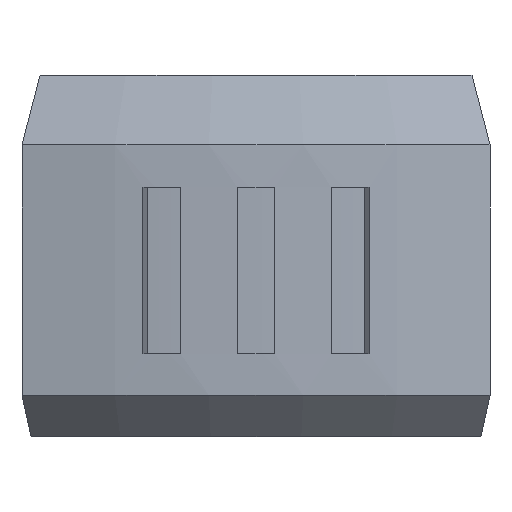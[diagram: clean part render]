
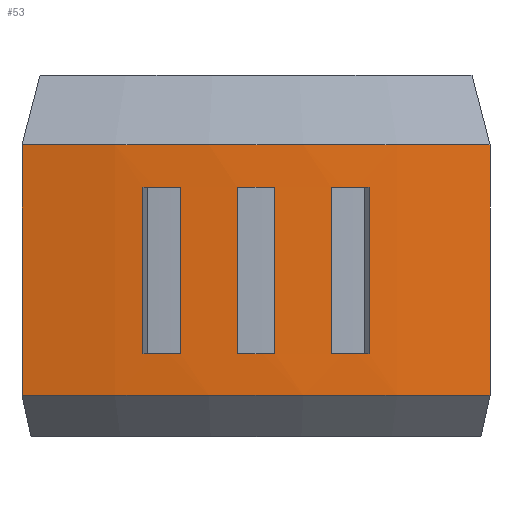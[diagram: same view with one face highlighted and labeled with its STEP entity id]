
A CAD part, front view. The second image highlights one B-rep face of the part: STEP entity #53.
In plain terms, the highlighted cylindrical face has radius 26 mm (diameter 52 mm), a partial arc.
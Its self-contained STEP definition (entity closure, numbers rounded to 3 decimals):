
#53=ADVANCED_FACE('',(#88,#90,#92,#94),#96,.T.);
#88=FACE_BOUND('',#89,.T.);
#89=EDGE_LOOP('',(#341,#342,#343,#344));
#90=FACE_BOUND('',#91,.T.);
#91=EDGE_LOOP('',(#345,#346,#347,#348));
#92=FACE_BOUND('',#93,.T.);
#93=EDGE_LOOP('',(#349,#350,#351,#352));
#94=FACE_BOUND('',#95,.T.);
#95=EDGE_LOOP('',(#353,#354,#355,#356));
#96=CYLINDRICAL_SURFACE('',#97,26.);
#97=AXIS2_PLACEMENT_3D('',#98,#99,#100);
#98=CARTESIAN_POINT('',(0.,0.,0.));
#99=DIRECTION('',(0.,0.,1.));
#100=DIRECTION('',(-0.216,-0.976,0.));
#341=ORIENTED_EDGE('',*,*,#515,.T.);
#342=ORIENTED_EDGE('',*,*,#516,.T.);
#343=ORIENTED_EDGE('',*,*,#517,.F.);
#344=ORIENTED_EDGE('',*,*,#518,.F.);
#345=ORIENTED_EDGE('',*,*,#519,.T.);
#346=ORIENTED_EDGE('',*,*,#520,.T.);
#347=ORIENTED_EDGE('',*,*,#521,.T.);
#348=ORIENTED_EDGE('',*,*,#522,.T.);
#349=ORIENTED_EDGE('',*,*,#523,.T.);
#350=ORIENTED_EDGE('',*,*,#524,.T.);
#351=ORIENTED_EDGE('',*,*,#525,.T.);
#352=ORIENTED_EDGE('',*,*,#526,.T.);
#353=ORIENTED_EDGE('',*,*,#527,.T.);
#354=ORIENTED_EDGE('',*,*,#528,.T.);
#355=ORIENTED_EDGE('',*,*,#529,.T.);
#356=ORIENTED_EDGE('',*,*,#530,.T.);
#515=EDGE_CURVE('',#602,#603,#604,.T.);
#516=EDGE_CURVE('',#603,#605,#606,.T.);
#517=EDGE_CURVE('',#607,#605,#608,.T.);
#518=EDGE_CURVE('',#602,#607,#609,.T.);
#519=EDGE_CURVE('',#610,#611,#612,.F.);
#520=EDGE_CURVE('',#611,#613,#614,.F.);
#521=EDGE_CURVE('',#613,#615,#616,.T.);
#522=EDGE_CURVE('',#615,#610,#617,.T.);
#523=EDGE_CURVE('',#618,#619,#620,.F.);
#524=EDGE_CURVE('',#619,#621,#622,.F.);
#525=EDGE_CURVE('',#621,#623,#624,.T.);
#526=EDGE_CURVE('',#623,#618,#625,.T.);
#527=EDGE_CURVE('',#626,#627,#628,.F.);
#528=EDGE_CURVE('',#627,#629,#630,.F.);
#529=EDGE_CURVE('',#629,#631,#632,.T.);
#530=EDGE_CURVE('',#631,#626,#633,.T.);
#602=VERTEX_POINT('',#747);
#603=VERTEX_POINT('',#748);
#604=CIRCLE('',#749,26.);
#605=VERTEX_POINT('',#753);
#606=LINE('',#754,#755);
#607=VERTEX_POINT('',#757);
#608=CIRCLE('',#758,26.);
#609=LINE('',#762,#763);
#610=VERTEX_POINT('',#765);
#611=VERTEX_POINT('',#766);
#612=LINE('',#767,#768);
#613=VERTEX_POINT('',#770);
#614=CIRCLE('',#771,26.);
#615=VERTEX_POINT('',#775);
#616=LINE('',#776,#777);
#617=CIRCLE('',#779,26.);
#618=VERTEX_POINT('',#783);
#619=VERTEX_POINT('',#784);
#620=LINE('',#785,#786);
#621=VERTEX_POINT('',#788);
#622=CIRCLE('',#789,26.);
#623=VERTEX_POINT('',#793);
#624=LINE('',#794,#795);
#625=CIRCLE('',#797,26.);
#626=VERTEX_POINT('',#801);
#627=VERTEX_POINT('',#802);
#628=LINE('',#803,#804);
#629=VERTEX_POINT('',#806);
#630=CIRCLE('',#807,26.);
#631=VERTEX_POINT('',#811);
#632=LINE('',#812,#813);
#633=CIRCLE('',#815,26.);
#747=CARTESIAN_POINT('',(-5.627,-25.384,1.));
#748=CARTESIAN_POINT('',(5.627,-25.384,1.));
#749=AXIS2_PLACEMENT_3D('',#750,#751,#752);
#750=CARTESIAN_POINT('',(0.,0.,1.));
#751=DIRECTION('',(0.,0.,1.));
#752=DIRECTION('',(-0.216,-0.976,0.));
#753=CARTESIAN_POINT('',(5.627,-25.384,7.022));
#754=CARTESIAN_POINT('',(5.627,-25.384,1.));
#755=VECTOR('',#756,1.);
#756=DIRECTION('',(0.,0.,1.));
#757=CARTESIAN_POINT('',(-5.627,-25.384,7.022));
#758=AXIS2_PLACEMENT_3D('',#759,#760,#761);
#759=CARTESIAN_POINT('',(0.,0.,7.022));
#760=DIRECTION('',(0.,0.,1.));
#761=DIRECTION('',(-0.216,-0.976,0.));
#762=CARTESIAN_POINT('',(-5.627,-25.384,1.));
#763=VECTOR('',#764,1.);
#764=DIRECTION('',(0.,0.,1.));
#765=CARTESIAN_POINT('',(-1.814,-25.937,6.));
#766=CARTESIAN_POINT('',(-1.814,-25.937,2.));
#767=CARTESIAN_POINT('',(-1.814,-25.937,2.));
#768=VECTOR('',#769,1.);
#769=DIRECTION('',(0.,0.,1.));
#770=CARTESIAN_POINT('',(-2.718,-25.858,2.));
#771=AXIS2_PLACEMENT_3D('',#772,#773,#774);
#772=CARTESIAN_POINT('',(0.,0.,2.));
#773=DIRECTION('',(0.,0.,1.));
#774=DIRECTION('',(-0.105,-0.995,0.));
#775=CARTESIAN_POINT('',(-2.718,-25.858,6.));
#776=CARTESIAN_POINT('',(-2.718,-25.858,2.));
#777=VECTOR('',#778,1.);
#778=DIRECTION('',(0.,0.,1.));
#779=AXIS2_PLACEMENT_3D('',#780,#781,#782);
#780=CARTESIAN_POINT('',(0.,0.,6.));
#781=DIRECTION('',(0.,0.,1.));
#782=DIRECTION('',(-0.105,-0.995,0.));
#783=CARTESIAN_POINT('',(0.454,-25.996,6.));
#784=CARTESIAN_POINT('',(0.454,-25.996,2.));
#785=CARTESIAN_POINT('',(0.454,-25.996,2.));
#786=VECTOR('',#787,1.);
#787=DIRECTION('',(0.,0.,1.));
#788=CARTESIAN_POINT('',(-0.454,-25.996,2.));
#789=AXIS2_PLACEMENT_3D('',#790,#791,#792);
#790=CARTESIAN_POINT('',(0.,0.,2.));
#791=DIRECTION('',(0.,0.,1.));
#792=DIRECTION('',(-0.017,-1.,0.));
#793=CARTESIAN_POINT('',(-0.454,-25.996,6.));
#794=CARTESIAN_POINT('',(-0.454,-25.996,2.));
#795=VECTOR('',#796,1.);
#796=DIRECTION('',(0.,0.,1.));
#797=AXIS2_PLACEMENT_3D('',#798,#799,#800);
#798=CARTESIAN_POINT('',(0.,0.,6.));
#799=DIRECTION('',(0.,0.,1.));
#800=DIRECTION('',(-0.017,-1.,0.));
#801=CARTESIAN_POINT('',(2.718,-25.858,6.));
#802=CARTESIAN_POINT('',(2.718,-25.858,2.));
#803=CARTESIAN_POINT('',(2.718,-25.858,2.));
#804=VECTOR('',#805,1.);
#805=DIRECTION('',(0.,0.,1.));
#806=CARTESIAN_POINT('',(1.814,-25.937,2.));
#807=AXIS2_PLACEMENT_3D('',#808,#809,#810);
#808=CARTESIAN_POINT('',(0.,0.,2.));
#809=DIRECTION('',(0.,0.,1.));
#810=DIRECTION('',(0.07,-0.998,0.));
#811=CARTESIAN_POINT('',(1.814,-25.937,6.));
#812=CARTESIAN_POINT('',(1.814,-25.937,2.));
#813=VECTOR('',#814,1.);
#814=DIRECTION('',(0.,0.,1.));
#815=AXIS2_PLACEMENT_3D('',#816,#817,#818);
#816=CARTESIAN_POINT('',(0.,0.,6.));
#817=DIRECTION('',(0.,0.,1.));
#818=DIRECTION('',(0.07,-0.998,0.));
